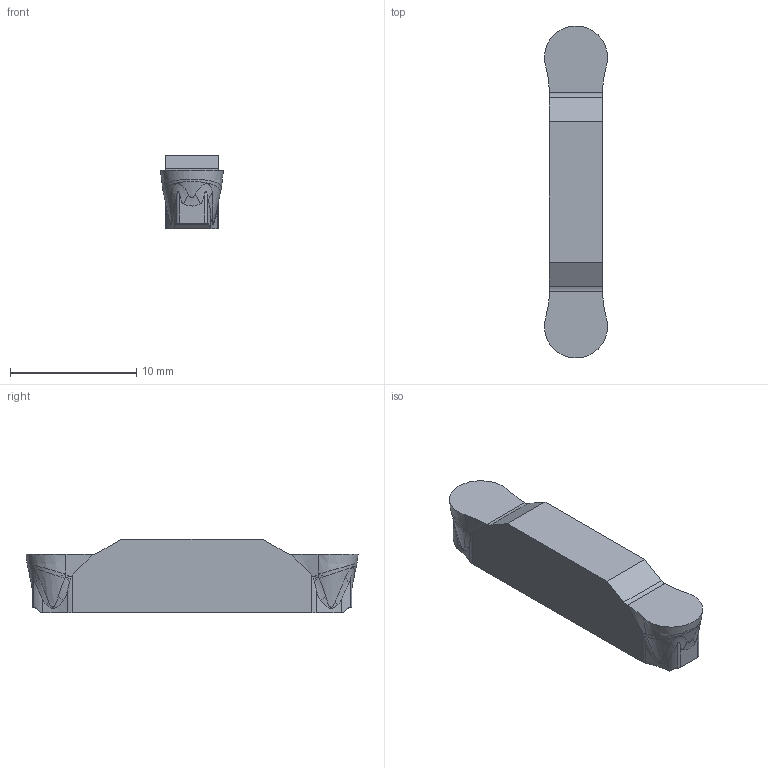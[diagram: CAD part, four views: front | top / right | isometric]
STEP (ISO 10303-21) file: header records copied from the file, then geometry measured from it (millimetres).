
FILE_DESCRIPTION((''),'2;1');
FILE_NAME('GY2M0500H250N-B','2021-02-26T14:51:53',('tlyad09'),('PTC Japan'),'CREO PARAMETRIC BY PTC INC, 2018500','CREO PARAMETRIC BY PTC INC, 2018500','');
FILE_SCHEMA(('AUTOMOTIVE_DESIGN { 1 0 10303 214 1 1 1 1 }'));
Length unit declared in the file: millimetre
Products named in the file (1): GY2M0500H250N-B
Bounding box: 4.99 x 26.29 x 5.85 mm (x, y, z)
Volume: 551.8 mm3; surface area: 508.1 mm2
Topology: 1 solids, 1 shells, 94 faces, 278 edges, 186 vertices
Faces by surface type: bspline 46, cylinder 28, plane 14, torus 4, cone 2
Entity records: 9841 total; most frequent: CARTESIAN_POINT 5805, ORIENTED_EDGE 512, PRESENTATION_STYLE_ASSIGNMENT 375, STYLED_ITEM 281, CURVE_STYLE 280, EDGE_CURVE 256, DIRECTION 241, FILL_AREA_STYLE_COLOUR 189
